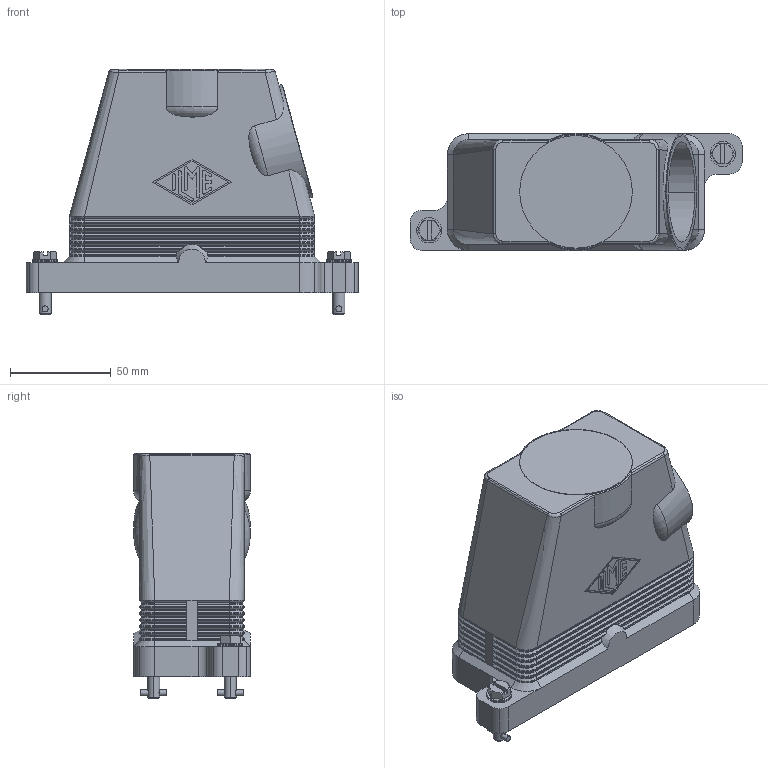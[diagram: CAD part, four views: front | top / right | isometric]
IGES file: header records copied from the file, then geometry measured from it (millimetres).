
Global section: file name: No Iges File Name specified; native system: AutoDesk Inventor R6.1; preprocessor: AutoDesk Inventor Iges Exporter R6.1; author: No Author specified; organization: No Organization specified; date: 20070111.101412; units: millimetre
Bounding box: 165 x 58 x 122.2 mm (x, y, z)
Volume: 203933.3 mm3; surface area: 91042.6 mm2
Topology: 3 solids, 5 shells, 781 faces, 1898 edges, 1132 vertices
Faces by surface type: bspline 264, plane 195, cylinder 131, revolution 112, cone 67, torus 12
